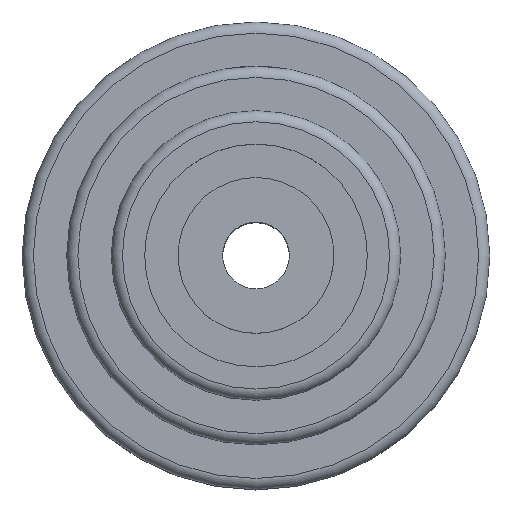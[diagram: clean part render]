
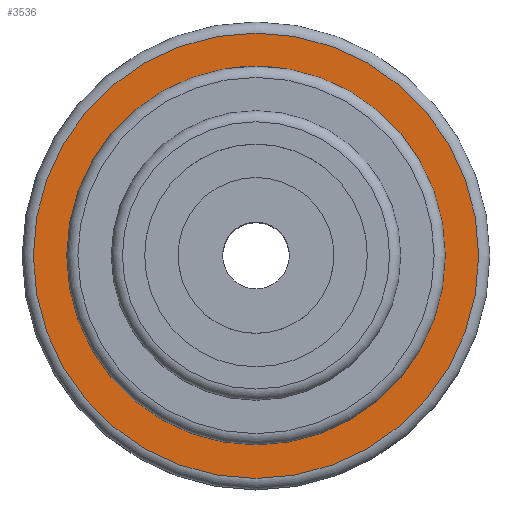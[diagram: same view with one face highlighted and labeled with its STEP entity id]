
A CAD part, top view. The second image highlights one B-rep face of the part: STEP entity #3536.
In plain terms, the highlighted planar face has unit normal (0, 0, 1).
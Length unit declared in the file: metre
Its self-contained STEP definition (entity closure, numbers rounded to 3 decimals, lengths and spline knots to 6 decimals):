
#950=ORIENTED_EDGE('',*,*,#2080,.T.);
#951=ORIENTED_EDGE('',*,*,#1712,.F.);
#1712=EDGE_CURVE('',#2279,#2279,#2664,.T.);
#2080=EDGE_CURVE('',#2647,#2647,#3032,.T.);
#2279=VERTEX_POINT('',#5747);
#2647=VERTEX_POINT('',#6489);
#2664=CIRCLE('',#3757,0.0065);
#3032=CIRCLE('',#4131,0.01);
#3065=EDGE_LOOP('',(#950));
#3066=EDGE_LOOP('',(#951));
#3301=FACE_BOUND('',#3065,.T.);
#3302=FACE_BOUND('',#3066,.T.);
#3520=PLANE('',#4130);
#3536=ADVANCED_FACE('',(#3301,#3302),#3520,.T.);
#3757=AXIS2_PLACEMENT_3D('',#5746,#4362,#4363);
#4130=AXIS2_PLACEMENT_3D('',#6487,#5108,#5109);
#4131=AXIS2_PLACEMENT_3D('',#6488,#5110,#5111);
#4362=DIRECTION('',(0.,0.,1.));
#4363=DIRECTION('',(1.,0.,0.));
#5108=DIRECTION('',(0.,0.,1.));
#5109=DIRECTION('',(-1.,0.,0.));
#5110=DIRECTION('',(0.,0.,1.));
#5111=DIRECTION('',(1.,0.,0.));
#5746=CARTESIAN_POINT('',(0.,0.,0.005));
#5747=CARTESIAN_POINT('',(0.0065,0.,0.005));
#6487=CARTESIAN_POINT('',(0.,0.,0.005));
#6488=CARTESIAN_POINT('',(0.,0.,0.005));
#6489=CARTESIAN_POINT('',(0.01,0.,0.005));
